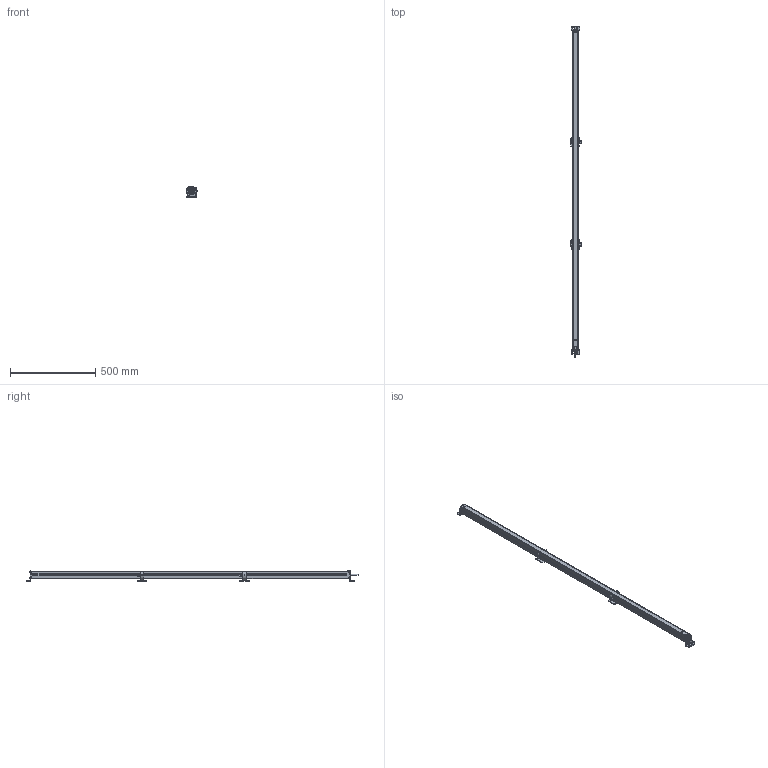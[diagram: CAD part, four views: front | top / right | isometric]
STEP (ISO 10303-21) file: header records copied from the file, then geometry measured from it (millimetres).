
FILE_DESCRIPTION((''),'2;1');
FILE_NAME('139528_SM01_ASM','2023-04-11T09:58:38',('banengservice'),('BANNER ENGINEERING'),'CREO PARAMETRIC BY PTC INC, 2022414','CREO PARAMETRIC BY PTC INC, 2022414','');
FILE_SCHEMA(('CONFIG_CONTROL_DESIGN'));
Products named in the file (10): 139528_EP01; 114483; 114482; 58892; 60139; 71756_ASM; 111087; 58892_GENERIC; 120191; 139528_SM01_ASM
Assembly tree (17 placements, depth 3):
  139528_SM01_ASM
    139528_EP01
    71756_ASM  x2
      114483
      114482
      58892
      60139
    111087  x2
    58892_GENERIC  x4
    120191
Bounding box: 69.14 x 1948 x 63 mm (x, y, z)
Volume: 2766689.7 mm3; surface area: 459104.8 mm2
Topology: 22 solids, 32 shells, 2958 faces, 8027 edges, 5216 vertices
Faces by surface type: plane 1674, cylinder 910, bspline 274, torus 58, sphere 22, cone 20
Entity records: 84252 total; most frequent: CARTESIAN_POINT 34754, ORIENTED_EDGE 10828, DIRECTION 9403, EDGE_CURVE 5422, VERTEX_POINT 3518, VECTOR 3369, LINE 3369, AXIS2_PLACEMENT_3D 3017
